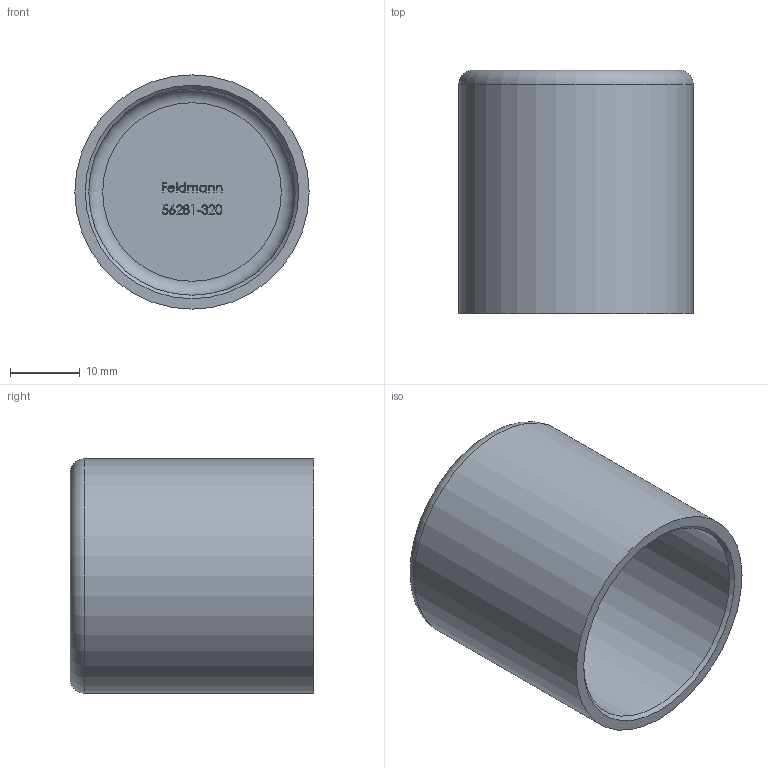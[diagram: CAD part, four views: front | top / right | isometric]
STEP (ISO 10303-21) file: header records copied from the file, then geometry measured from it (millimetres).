
FILE_DESCRIPTION (( 'STEP AP203' ), '1' );
FILE_NAME ('56281-320.step', '2020-03-06T07:30:28', ( '' ), ( '' ), 'SwSTEP 2.0', 'SolidWorks 2015', '' );
FILE_SCHEMA (( 'CONFIG_CONTROL_DESIGN' ));
Length unit declared in the file: millimetre
Products named in the file (2): 56281-320
Bounding box: 33.7 x 35 x 33.7 mm (x, y, z)
Volume: 9026.4 mm3; surface area: 8283.3 mm2
Topology: 1 solids, 1 shells, 237 faces, 627 edges, 417 vertices
Faces by surface type: bspline 117, plane 115, torus 2, cylinder 2, cone 1
Full cylindrical faces by diameter (mm): 29.7 x1, 33.7 x1
Entity records: 13652 total; most frequent: CARTESIAN_POINT 8435, ORIENTED_EDGE 1244, DIRECTION 639, EDGE_CURVE 622, VERTEX_POINT 417, VECTOR 381, LINE 381, EDGE_LOOP 267
